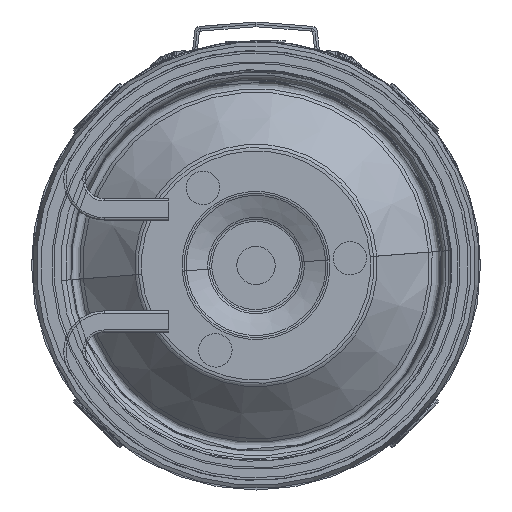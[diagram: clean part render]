
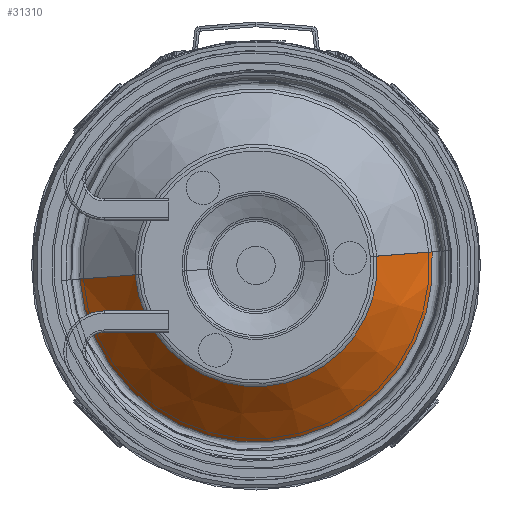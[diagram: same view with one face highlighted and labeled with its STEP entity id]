
A CAD part, front view. The second image highlights one B-rep face of the part: STEP entity #31310.
In plain terms, the highlighted conical face has half-angle 46.546 degrees and reference radius 25.375 mm.
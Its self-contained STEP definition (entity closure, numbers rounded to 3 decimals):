
#1708 = CARTESIAN_POINT ( 'NONE',  ( 0., 0.548, 25.376 ) ) ;
#1712 = CARTESIAN_POINT ( 'NONE',  ( 0., 11.526, -36.962 ) ) ;
#5071 = AXIS2_PLACEMENT_3D ( 'NONE', #20772, #26446, #20156 ) ;
#5438 = ORIENTED_EDGE ( 'NONE', *, *, #30273, .T. ) ;
#8612 = CARTESIAN_POINT ( 'NONE',  ( 0., 11.526, 36.962 ) ) ;
#8999 = EDGE_CURVE ( 'NONE', #10404, #17224, #33731, .T. ) ;
#9075 = CARTESIAN_POINT ( 'NONE',  ( 0., 11.526, 0. ) ) ;
#10255 = EDGE_LOOP ( 'NONE', ( #39135, #16979, #5438, #24273 ) ) ;
#10404 = VERTEX_POINT ( 'NONE', #1712 ) ;
#13984 = DIRECTION ( 'NONE',  ( 0., 0., 1. ) ) ;
#15042 = AXIS2_PLACEMENT_3D ( 'NONE', #16844, #39329, #13984 ) ;
#16844 = CARTESIAN_POINT ( 'NONE',  ( 0., 0.548, 0. ) ) ;
#16979 = ORIENTED_EDGE ( 'NONE', *, *, #26326, .T. ) ;
#17224 = VERTEX_POINT ( 'NONE', #8612 ) ;
#17421 = CIRCLE ( 'NONE', #5071, 25.376 ) ;
#18052 = EDGE_CURVE ( 'NONE', #31379, #10404, #26930, .T. ) ;
#18231 = VECTOR ( 'NONE', #23065, 1000. ) ;
#18386 = CARTESIAN_POINT ( 'NONE',  ( 0., 0.548, 25.376 ) ) ;
#18643 = CARTESIAN_POINT ( 'NONE',  ( 0., 0.548, -25.376 ) ) ;
#20156 = DIRECTION ( 'NONE',  ( 0., 0., 1. ) ) ;
#20449 = CARTESIAN_POINT ( 'NONE',  ( 0., 0.548, -25.376 ) ) ;
#20772 = CARTESIAN_POINT ( 'NONE',  ( 0., 0.548, 0. ) ) ;
#20790 = AXIS2_PLACEMENT_3D ( 'NONE', #9075, #39706, #27929 ) ;
#23065 = DIRECTION ( 'NONE',  ( 0., 0.688, 0.726 ) ) ;
#23480 = LINE ( 'NONE', #1708, #18231 ) ;
#24273 = ORIENTED_EDGE ( 'NONE', *, *, #8999, .F. ) ;
#26138 = DIRECTION ( 'NONE',  ( 0., 0.688, -0.726 ) ) ;
#26326 = EDGE_CURVE ( 'NONE', #31379, #28927, #17421, .T. ) ;
#26446 = DIRECTION ( 'NONE',  ( 0., 1., 0. ) ) ;
#26930 = LINE ( 'NONE', #20449, #33369 ) ;
#27929 = DIRECTION ( 'NONE',  ( 0., 0., 1. ) ) ;
#28927 = VERTEX_POINT ( 'NONE', #18386 ) ;
#30273 = EDGE_CURVE ( 'NONE', #28927, #17224, #23480, .T. ) ;
#31310 = ADVANCED_FACE ( 'NONE', ( #38712 ), #32495, .T. ) ;
#31379 = VERTEX_POINT ( 'NONE', #18643 ) ;
#32495 = CONICAL_SURFACE ( 'NONE', #15042, 25.376, 0.812 ) ;
#33369 = VECTOR ( 'NONE', #26138, 1000. ) ;
#33731 = CIRCLE ( 'NONE', #20790, 36.962 ) ;
#38712 = FACE_OUTER_BOUND ( 'NONE', #10255, .T. ) ;
#39135 = ORIENTED_EDGE ( 'NONE', *, *, #18052, .F. ) ;
#39329 = DIRECTION ( 'NONE',  ( 0., 1., 0. ) ) ;
#39706 = DIRECTION ( 'NONE',  ( 0., 1., 0. ) ) ;
